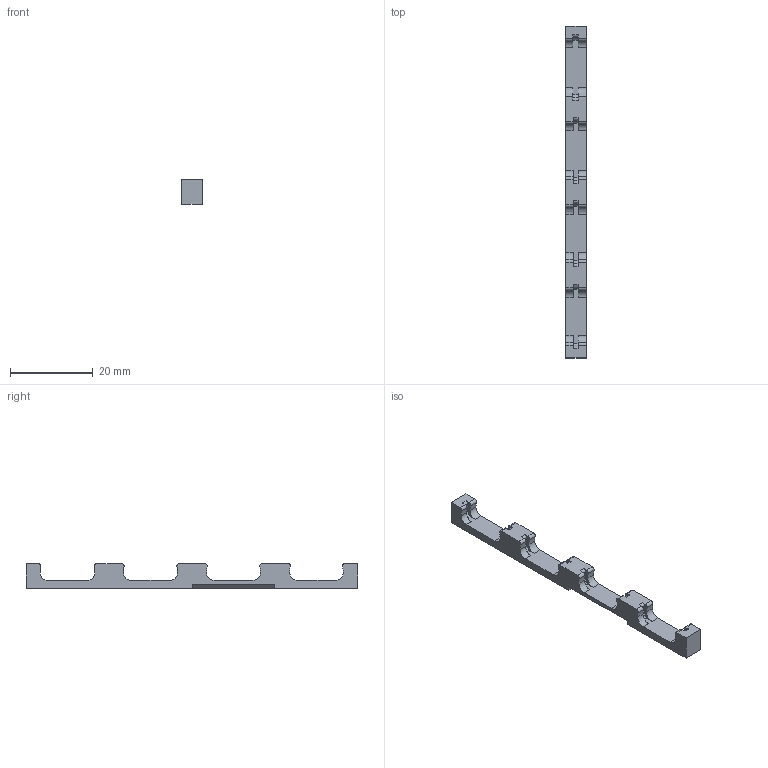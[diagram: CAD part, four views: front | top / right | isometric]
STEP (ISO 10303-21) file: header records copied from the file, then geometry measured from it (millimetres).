
FILE_DESCRIPTION(('FreeCAD Model'),'2;1');
FILE_NAME('Open CASCADE Shape Model','2026-03-01T00:56:04',(''),(''), 'Open CASCADE STEP processor 7.8','FreeCAD','Unknown');
FILE_SCHEMA(('AUTOMOTIVE_DESIGN { 1 0 10303 214 1 1 1 1 }'));
Length unit declared in the file: millimetre
Products named in the file (1): connector-size-tester
Bounding box: 5 x 80 x 6 mm (x, y, z)
Volume: 1342.9 mm3; surface area: 1594.9 mm2
Topology: 1 solids, 1 shells, 105 faces, 309 edges, 206 vertices
Faces by surface type: cylinder 72, plane 33
Entity records: 3589 total; most frequent: DIRECTION 665, CARTESIAN_POINT 621, ORIENTED_EDGE 618, EDGE_CURVE 309, AXIS2_PLACEMENT_3D 250, VERTEX_POINT 206, LINE 165, VECTOR 165
